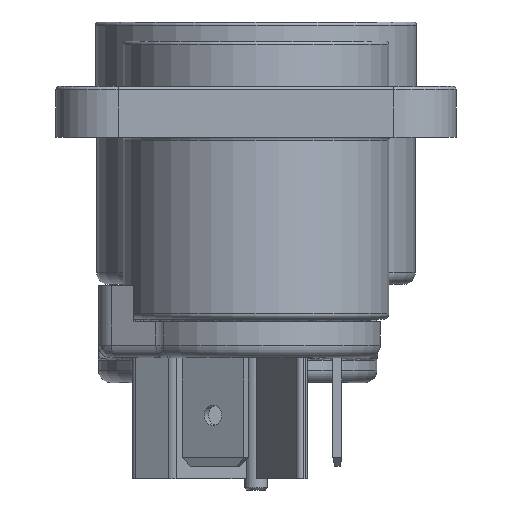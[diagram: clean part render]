
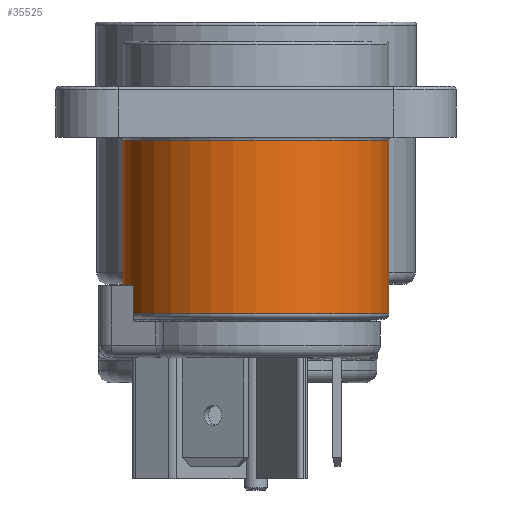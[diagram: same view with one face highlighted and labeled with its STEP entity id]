
A CAD part, left-side view. The second image highlights one B-rep face of the part: STEP entity #35525.
In plain terms, the highlighted cylindrical face has radius 11.75 mm (diameter 23.5 mm), a full revolution.
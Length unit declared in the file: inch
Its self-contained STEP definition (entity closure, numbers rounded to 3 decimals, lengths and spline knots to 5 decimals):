
#2807=CIRCLE('',#38640,0.4626);
#2808=CIRCLE('',#38641,0.4626);
#2809=CIRCLE('',#38643,0.4626);
#3453=CYLINDRICAL_SURFACE('',#38642,0.4626);
#4983=FACE_OUTER_BOUND('',#7120,.T.);
#7120=EDGE_LOOP('',(#29864,#29865,#29866,#29867,#29868));
#9667=LINE('',#68442,#12641);
#12641=VECTOR('',#46221,0.4626);
#16109=VERTEX_POINT('',#68434);
#16110=VERTEX_POINT('',#68436);
#16111=VERTEX_POINT('',#68440);
#20863=EDGE_CURVE('',#16109,#16110,#2807,.T.);
#20864=EDGE_CURVE('',#16110,#16109,#2808,.T.);
#20865=EDGE_CURVE('',#16111,#16111,#2809,.T.);
#20866=EDGE_CURVE('',#16111,#16110,#9667,.T.);
#29864=ORIENTED_EDGE('',*,*,#20865,.F.);
#29865=ORIENTED_EDGE('',*,*,#20866,.T.);
#29866=ORIENTED_EDGE('',*,*,#20863,.F.);
#29867=ORIENTED_EDGE('',*,*,#20864,.F.);
#29868=ORIENTED_EDGE('',*,*,#20866,.F.);
#35525=ADVANCED_FACE('',(#4983),#3453,.T.);
#38640=AXIS2_PLACEMENT_3D('',#68437,#46213,#46214);
#38641=AXIS2_PLACEMENT_3D('',#68438,#46215,#46216);
#38642=AXIS2_PLACEMENT_3D('',#68439,#46217,#46218);
#38643=AXIS2_PLACEMENT_3D('',#68441,#46219,#46220);
#46213=DIRECTION('center_axis',(0.,0.,
1.));
#46214=DIRECTION('ref_axis',(-1.,0.,0.));
#46215=DIRECTION('center_axis',(0.,0.,
1.));
#46216=DIRECTION('ref_axis',(-1.,0.,0.));
#46217=DIRECTION('center_axis',(0.,0.,
-1.));
#46218=DIRECTION('ref_axis',(-1.,0.,0.));
#46219=DIRECTION('center_axis',(0.,0.,
-1.));
#46220=DIRECTION('ref_axis',(-1.,0.,0.));
#46221=DIRECTION('',(0.,0.,1.));
#68434=CARTESIAN_POINT('',(-1.06102,0.,-0.18701));
#68436=CARTESIAN_POINT('',(-0.13583,0.,-0.18701));
#68437=CARTESIAN_POINT('Origin',(-0.59843,0.,
-0.18701));
#68438=CARTESIAN_POINT('Origin',(-0.59843,0.,
-0.18701));
#68439=CARTESIAN_POINT('Origin',(-0.59843,0.,
-0.12992));
#68440=CARTESIAN_POINT('',(-0.13583,0.,-0.79134));
#68441=CARTESIAN_POINT('Origin',(-0.59843,0.,
-0.79134));
#68442=CARTESIAN_POINT('',(-0.13583,0.,-0.12992));
